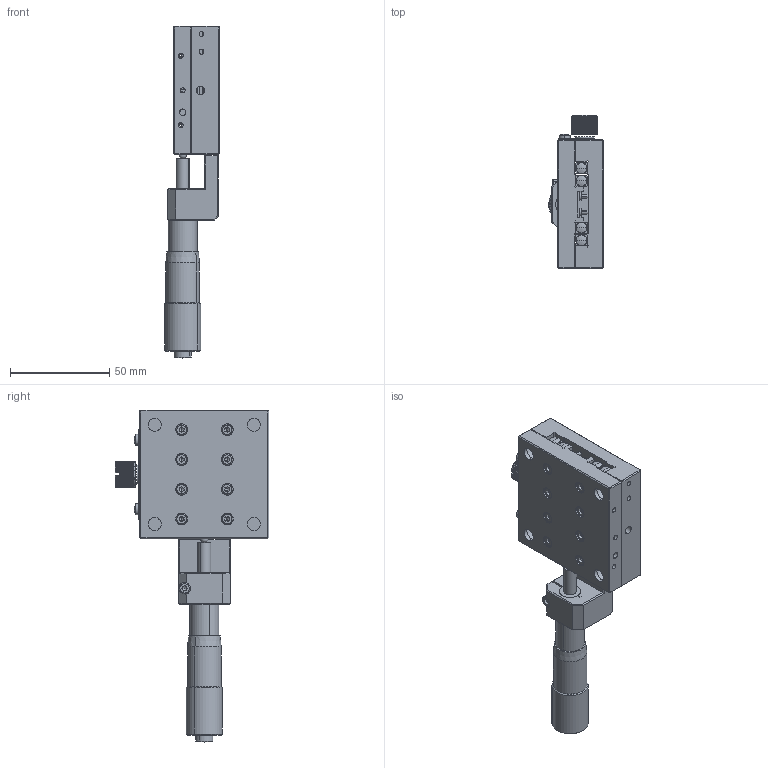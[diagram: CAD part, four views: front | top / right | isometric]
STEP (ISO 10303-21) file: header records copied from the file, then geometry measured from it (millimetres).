
FILE_DESCRIPTION (( 'STEP AP203' ), '1' );
FILE_NAME ('SK25A-65CZ.step', '2019-05-08T07:39:18', ( '' ), ( '' ), 'SwSTEP 2.0', 'SolidWorks 2017', '' );
FILE_SCHEMA (( 'CONFIG_CONTROL_DESIGN' ));
Length unit declared in the file: millimetre
Products named in the file (1): SK25A-65CZ
Bounding box: 27.58 x 77.5 x 167.5 mm (x, y, z)
Surface area: 42328.9 mm2 (no closed solid volume)
Topology: 0 solids, 44 shells, 826 faces, 2917 edges, 2008 vertices
Faces by surface type: plane 441, cylinder 228, cone 95, torus 38, bspline 16, sphere 8
Entity records: 31133 total; most frequent: CARTESIAN_POINT 6539, DIRECTION 5239, ORIENTED_EDGE 4466, EDGE_CURVE 2860, VERTEX_POINT 2005, VECTOR 1749, LINE 1749, AXIS2_PLACEMENT_3D 1745
